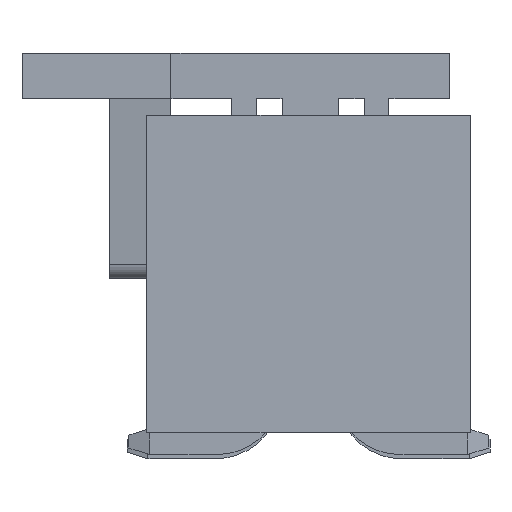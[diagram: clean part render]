
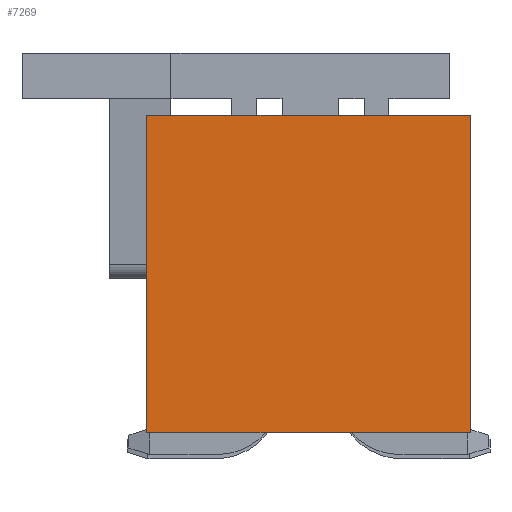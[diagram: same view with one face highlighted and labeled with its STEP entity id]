
A CAD part, front view. The second image highlights one B-rep face of the part: STEP entity #7269.
In plain terms, the highlighted face is planar.
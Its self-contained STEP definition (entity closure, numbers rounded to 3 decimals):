
#1593=ORIENTED_EDGE('',*,*,#2944,.F.);
#1594=ORIENTED_EDGE('',*,*,#2945,.F.);
#1595=ORIENTED_EDGE('',*,*,#2946,.T.);
#1596=ORIENTED_EDGE('',*,*,#2947,.T.);
#2944=EDGE_CURVE('',#3676,#3677,#4552,.T.);
#2945=EDGE_CURVE('',#3678,#3676,#4553,.T.);
#2946=EDGE_CURVE('',#3678,#3679,#4554,.T.);
#2947=EDGE_CURVE('',#3679,#3677,#4555,.T.);
#3676=VERTEX_POINT('',#12521);
#3677=VERTEX_POINT('',#12522);
#3678=VERTEX_POINT('',#12524);
#3679=VERTEX_POINT('',#12526);
#4552=LINE('',#12520,#5522);
#4553=LINE('',#12523,#5523);
#4554=LINE('',#12525,#5524);
#4555=LINE('',#12527,#5525);
#5522=VECTOR('',#10506,1000.);
#5523=VECTOR('',#10507,1000.);
#5524=VECTOR('',#10508,1000.);
#5525=VECTOR('',#10509,1000.);
#6066=EDGE_LOOP('',(#1593,#1594,#1595,#1596));
#6480=FACE_BOUND('',#6066,.T.);
#6868=PLANE('',#8934);
#7269=ADVANCED_FACE('',(#6480),#6868,.T.);
#8934=AXIS2_PLACEMENT_3D('',#12519,#10504,#10505);
#10504=DIRECTION('',(1.,0.,0.));
#10505=DIRECTION('',(0.,0.,-1.));
#10506=DIRECTION('',(0.,0.,-1.));
#10507=DIRECTION('',(0.,1.,0.));
#10508=DIRECTION('',(0.,0.,-1.));
#10509=DIRECTION('',(0.,1.,0.));
#12519=CARTESIAN_POINT('',(6.985,-2.5,2.45));
#12520=CARTESIAN_POINT('',(6.985,2.5,2.45));
#12521=CARTESIAN_POINT('',(6.985,2.5,2.45));
#12522=CARTESIAN_POINT('',(6.985,2.5,-2.45));
#12523=CARTESIAN_POINT('',(6.985,-2.5,2.45));
#12524=CARTESIAN_POINT('',(6.985,-2.5,2.45));
#12525=CARTESIAN_POINT('',(6.985,-2.5,2.45));
#12526=CARTESIAN_POINT('',(6.985,-2.5,-2.45));
#12527=CARTESIAN_POINT('',(6.985,-2.5,-2.45));
